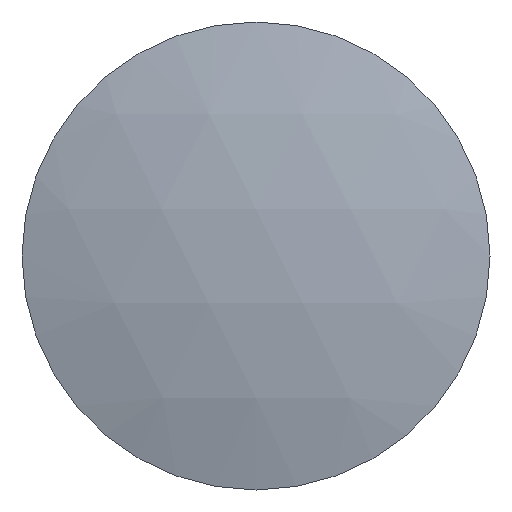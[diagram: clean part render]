
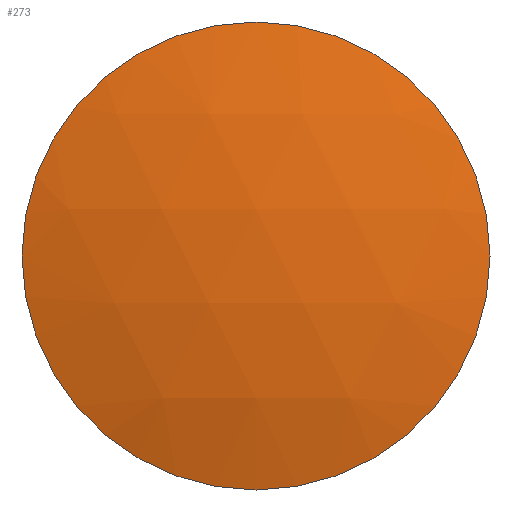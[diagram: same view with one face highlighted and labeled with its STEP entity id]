
A CAD part, left-side view. The second image highlights one B-rep face of the part: STEP entity #273.
In plain terms, the highlighted spherical face has radius 141 mm.
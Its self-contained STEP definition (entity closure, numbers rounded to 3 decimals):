
#84=FACE_OUTER_BOUND('',#111,.T.);
#111=EDGE_LOOP('',(#228));
#129=CIRCLE('',#344,38.955);
#147=VERTEX_POINT('',#516);
#174=EDGE_CURVE('',#147,#147,#129,.T.);
#228=ORIENTED_EDGE('',*,*,#174,.F.);
#246=SPHERICAL_SURFACE('',#346,141.);
#273=ADVANCED_FACE('',(#84),#246,.T.);
#344=AXIS2_PLACEMENT_3D('',#518,#442,#443);
#346=AXIS2_PLACEMENT_3D('',#520,#446,#447);
#442=DIRECTION('center_axis',(1.,0.,0.));
#443=DIRECTION('ref_axis',(0.,0.,-1.));
#446=DIRECTION('center_axis',(0.,0.,1.));
#447=DIRECTION('ref_axis',(-1.,0.,0.));
#516=CARTESIAN_POINT('',(-167.813,-38.955,0.));
#518=CARTESIAN_POINT('Origin',(-167.813,0.,0.));
#520=CARTESIAN_POINT('Origin',(-32.301,0.,0.));
